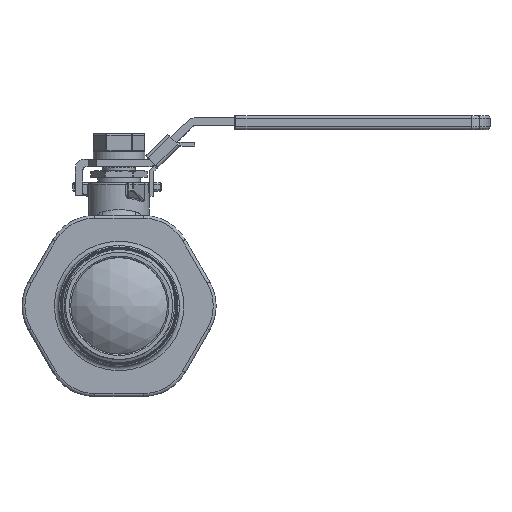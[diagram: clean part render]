
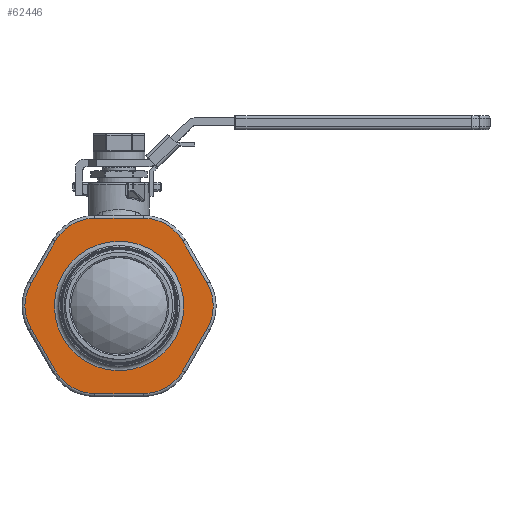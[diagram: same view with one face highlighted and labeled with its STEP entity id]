
A CAD part, top view. The second image highlights one B-rep face of the part: STEP entity #62446.
In plain terms, the highlighted face is planar.
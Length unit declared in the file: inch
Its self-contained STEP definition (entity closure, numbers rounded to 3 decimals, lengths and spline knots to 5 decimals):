
#62302=CARTESIAN_POINT('',(1.34,0.,-1.1));
#62303=VERTEX_POINT('',#62302);
#62304=CARTESIAN_POINT('',(0.0,0.0,-1.1));
#62305=DIRECTION('',(0.0,0.0,-1.0));
#62306=DIRECTION('',(-1.0,0.0,0.0));
#62307=AXIS2_PLACEMENT_3D('',#62304,#62305,#62306);
#62308=CIRCLE('',#62307,1.34);
#62309=EDGE_CURVE('',#62303,#62303,#62308,.T.);
#62334=CARTESIAN_POINT('',(1.555,0.0,-1.1));
#62335=DIRECTION('',(0.0,0.0,-1.0));
#62336=DIRECTION('',(-1.0,0.0,0.0));
#62337=AXIS2_PLACEMENT_3D('',#62334,#62335,#62336);
#62338=PLANE('',#62337);
#62339=CARTESIAN_POINT('',(-0.50518,1.815,-1.1));
#62340=VERTEX_POINT('',#62339);
#62341=CARTESIAN_POINT('',(-1.31925,1.345,-1.1));
#62342=VERTEX_POINT('',#62341);
#62343=CARTESIAN_POINT('',(-0.50518,0.875,-1.1));
#62344=DIRECTION('',(0.0,0.0,1.0));
#62345=DIRECTION('',(-0.5,0.866,0.0));
#62346=AXIS2_PLACEMENT_3D('',#62343,#62344,#62345);
#62347=CIRCLE('',#62346,0.94);
#62348=EDGE_CURVE('',#62340,#62342,#62347,.T.);
#62349=ORIENTED_EDGE('',*,*,#62348,.F.);
#62350=CARTESIAN_POINT('',(0.50518,1.815,-1.1));
#62351=VERTEX_POINT('',#62350);
#62352=CARTESIAN_POINT('',(0.50518,1.815,-1.1));
#62353=DIRECTION('',(-1.0,0.0,0.0));
#62354=VECTOR('',#62353,1.01036);
#62355=LINE('',#62352,#62354);
#62356=EDGE_CURVE('',#62351,#62340,#62355,.T.);
#62357=ORIENTED_EDGE('',*,*,#62356,.F.);
#62358=CARTESIAN_POINT('',(1.31925,1.345,-1.1));
#62359=VERTEX_POINT('',#62358);
#62360=CARTESIAN_POINT('',(0.50518,0.875,-1.1));
#62361=DIRECTION('',(0.0,0.0,1.0));
#62362=DIRECTION('',(0.5,0.866,0.0));
#62363=AXIS2_PLACEMENT_3D('',#62360,#62361,#62362);
#62364=CIRCLE('',#62363,0.94);
#62365=EDGE_CURVE('',#62359,#62351,#62364,.T.);
#62366=ORIENTED_EDGE('',*,*,#62365,.F.);
#62367=CARTESIAN_POINT('',(1.82443,0.47,-1.1));
#62368=VERTEX_POINT('',#62367);
#62369=CARTESIAN_POINT('',(1.82443,0.47,-1.1));
#62370=DIRECTION('',(-0.5,0.866,0.0));
#62371=VECTOR('',#62370,1.01036);
#62372=LINE('',#62369,#62371);
#62373=EDGE_CURVE('',#62368,#62359,#62372,.T.);
#62374=ORIENTED_EDGE('',*,*,#62373,.F.);
#62375=CARTESIAN_POINT('',(1.82443,-0.47,-1.1));
#62376=VERTEX_POINT('',#62375);
#62377=CARTESIAN_POINT('',(1.01036,0.,-1.1));
#62378=DIRECTION('',(0.0,0.0,1.0));
#62379=DIRECTION('',(1.0,0.0,0.0));
#62380=AXIS2_PLACEMENT_3D('',#62377,#62378,#62379);
#62381=CIRCLE('',#62380,0.94);
#62382=EDGE_CURVE('',#62376,#62368,#62381,.T.);
#62383=ORIENTED_EDGE('',*,*,#62382,.F.);
#62384=CARTESIAN_POINT('',(1.31925,-1.345,-1.1));
#62385=VERTEX_POINT('',#62384);
#62386=CARTESIAN_POINT('',(1.31925,-1.345,-1.1));
#62387=DIRECTION('',(0.5,0.866,0.0));
#62388=VECTOR('',#62387,1.01036);
#62389=LINE('',#62386,#62388);
#62390=EDGE_CURVE('',#62385,#62376,#62389,.T.);
#62391=ORIENTED_EDGE('',*,*,#62390,.F.);
#62392=CARTESIAN_POINT('',(0.50518,-1.815,-1.1));
#62393=VERTEX_POINT('',#62392);
#62394=CARTESIAN_POINT('',(0.50518,-0.875,-1.1));
#62395=DIRECTION('',(0.0,0.0,1.0));
#62396=DIRECTION('',(0.5,-0.866,0.0));
#62397=AXIS2_PLACEMENT_3D('',#62394,#62395,#62396);
#62398=CIRCLE('',#62397,0.94);
#62399=EDGE_CURVE('',#62393,#62385,#62398,.T.);
#62400=ORIENTED_EDGE('',*,*,#62399,.F.);
#62401=CARTESIAN_POINT('',(-0.50518,-1.815,-1.1));
#62402=VERTEX_POINT('',#62401);
#62403=CARTESIAN_POINT('',(-0.50518,-1.815,-1.1));
#62404=DIRECTION('',(1.0,0.0,0.0));
#62405=VECTOR('',#62404,1.01036);
#62406=LINE('',#62403,#62405);
#62407=EDGE_CURVE('',#62402,#62393,#62406,.T.);
#62408=ORIENTED_EDGE('',*,*,#62407,.F.);
#62409=CARTESIAN_POINT('',(-1.31925,-1.345,-1.1));
#62410=VERTEX_POINT('',#62409);
#62411=CARTESIAN_POINT('',(-0.50518,-0.875,-1.1));
#62412=DIRECTION('',(0.0,0.0,1.0));
#62413=DIRECTION('',(-0.5,-0.866,0.0));
#62414=AXIS2_PLACEMENT_3D('',#62411,#62412,#62413);
#62415=CIRCLE('',#62414,0.94);
#62416=EDGE_CURVE('',#62410,#62402,#62415,.T.);
#62417=ORIENTED_EDGE('',*,*,#62416,.F.);
#62418=CARTESIAN_POINT('',(-1.82443,-0.47,-1.1));
#62419=VERTEX_POINT('',#62418);
#62420=CARTESIAN_POINT('',(-1.82443,-0.47,-1.1));
#62421=DIRECTION('',(0.5,-0.866,0.0));
#62422=VECTOR('',#62421,1.01036);
#62423=LINE('',#62420,#62422);
#62424=EDGE_CURVE('',#62419,#62410,#62423,.T.);
#62425=ORIENTED_EDGE('',*,*,#62424,.F.);
#62426=CARTESIAN_POINT('',(-1.82443,0.47,-1.1));
#62427=VERTEX_POINT('',#62426);
#62428=CARTESIAN_POINT('',(-1.01036,0.,-1.1));
#62429=DIRECTION('',(0.0,0.0,1.0));
#62430=DIRECTION('',(-1.0,0.0,0.0));
#62431=AXIS2_PLACEMENT_3D('',#62428,#62429,#62430);
#62432=CIRCLE('',#62431,0.94);
#62433=EDGE_CURVE('',#62427,#62419,#62432,.T.);
#62434=ORIENTED_EDGE('',*,*,#62433,.F.);
#62435=CARTESIAN_POINT('',(-1.31925,1.345,-1.1));
#62436=DIRECTION('',(-0.5,-0.866,0.0));
#62437=VECTOR('',#62436,1.01036);
#62438=LINE('',#62435,#62437);
#62439=EDGE_CURVE('',#62342,#62427,#62438,.T.);
#62440=ORIENTED_EDGE('',*,*,#62439,.F.);
#62441=EDGE_LOOP('',(#62349,#62357,#62366,#62374,#62383,#62391,#62400,#62408,#62417,#62425,#62434,#62440));
#62442=FACE_OUTER_BOUND('',#62441,.T.);
#62443=ORIENTED_EDGE('',*,*,#62309,.F.);
#62444=EDGE_LOOP('',(#62443));
#62445=FACE_BOUND('',#62444,.T.);
#62446=ADVANCED_FACE('',(#62442,#62445),#62338,.T.);
